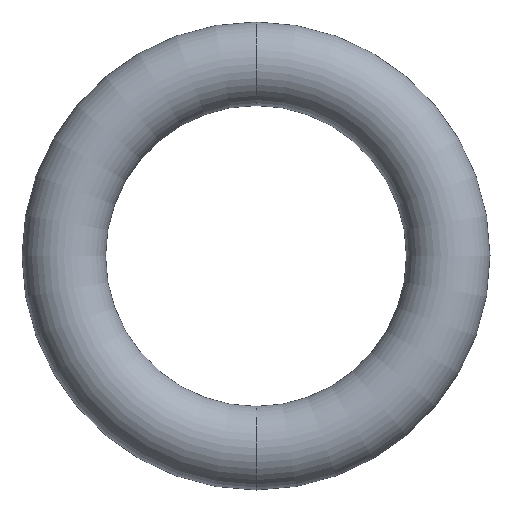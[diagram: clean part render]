
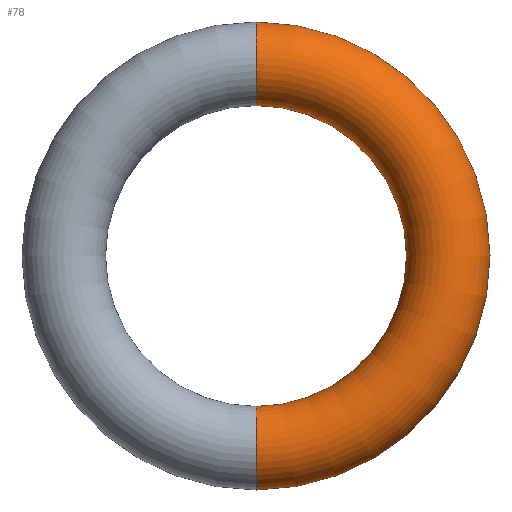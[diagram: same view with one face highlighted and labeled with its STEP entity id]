
A CAD part, front view. The second image highlights one B-rep face of the part: STEP entity #78.
In plain terms, the highlighted toroidal (fillet/blend) face has major radius 11.5 mm and minor radius 2.5 mm.
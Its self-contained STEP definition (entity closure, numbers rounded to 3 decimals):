
#1 = DIRECTION ( 'NONE',  ( 1., 0., 0. ) ) ;
#6 = ORIENTED_EDGE ( 'NONE', *, *, #12, .T. ) ;
#12 = EDGE_CURVE ( 'NONE', #163, #100, #49, .T. ) ;
#13 = DIRECTION ( 'NONE',  ( 0., 0., 1. ) ) ;
#18 = CARTESIAN_POINT ( 'NONE',  ( 0., 0., 0. ) ) ;
#19 = CARTESIAN_POINT ( 'NONE',  ( 0., 0., 11.5 ) ) ;
#21 = AXIS2_PLACEMENT_3D ( 'NONE', #19, #154, #206 ) ;
#23 = AXIS2_PLACEMENT_3D ( 'NONE', #18, #52, #174 ) ;
#24 = FACE_OUTER_BOUND ( 'NONE', #114, .T. ) ;
#29 = EDGE_CURVE ( 'NONE', #110, #213, #182, .T. ) ;
#44 = EDGE_CURVE ( 'NONE', #163, #110, #75, .T. ) ;
#48 = EDGE_CURVE ( 'NONE', #100, #213, #60, .T. ) ;
#49 = CIRCLE ( 'NONE', #23, 9. ) ;
#52 = DIRECTION ( 'NONE',  ( 0., 1., 0. ) ) ;
#55 = DIRECTION ( 'NONE',  ( 0., 1., 0. ) ) ;
#60 = CIRCLE ( 'NONE', #115, 2.5 ) ;
#61 = ORIENTED_EDGE ( 'NONE', *, *, #29, .F. ) ;
#72 = CARTESIAN_POINT ( 'NONE',  ( 0., 0., -14. ) ) ;
#75 = CIRCLE ( 'NONE', #21, 2.5 ) ;
#78 = ADVANCED_FACE ( 'NONE', ( #24 ), #106, .T. ) ;
#86 = CARTESIAN_POINT ( 'NONE',  ( 0., 0., 0. ) ) ;
#88 = CARTESIAN_POINT ( 'NONE',  ( 0., 0., 14. ) ) ;
#100 = VERTEX_POINT ( 'NONE', #134 ) ;
#106 = TOROIDAL_SURFACE ( 'NONE', #212, 11.5, 2.5 ) ;
#110 = VERTEX_POINT ( 'NONE', #88 ) ;
#111 = DIRECTION ( 'NONE',  ( 0., 0., 1. ) ) ;
#114 = EDGE_LOOP ( 'NONE', ( #61, #122, #6, #184 ) ) ;
#115 = AXIS2_PLACEMENT_3D ( 'NONE', #142, #1, #146 ) ;
#117 = DIRECTION ( 'NONE',  ( 0., 1., 0. ) ) ;
#122 = ORIENTED_EDGE ( 'NONE', *, *, #44, .F. ) ;
#125 = CARTESIAN_POINT ( 'NONE',  ( 0., 0., 9. ) ) ;
#134 = CARTESIAN_POINT ( 'NONE',  ( 0., 0., -9. ) ) ;
#142 = CARTESIAN_POINT ( 'NONE',  ( 0., 0., -11.5 ) ) ;
#146 = DIRECTION ( 'NONE',  ( 0., 0., -1. ) ) ;
#154 = DIRECTION ( 'NONE',  ( -1., 0., 0. ) ) ;
#163 = VERTEX_POINT ( 'NONE', #125 ) ;
#174 = DIRECTION ( 'NONE',  ( 0., 0., 1. ) ) ;
#178 = CARTESIAN_POINT ( 'NONE',  ( 0., 0., 0. ) ) ;
#182 = CIRCLE ( 'NONE', #198, 14. ) ;
#184 = ORIENTED_EDGE ( 'NONE', *, *, #48, .T. ) ;
#198 = AXIS2_PLACEMENT_3D ( 'NONE', #86, #55, #13 ) ;
#206 = DIRECTION ( 'NONE',  ( 0., 0., 1. ) ) ;
#212 = AXIS2_PLACEMENT_3D ( 'NONE', #178, #117, #111 ) ;
#213 = VERTEX_POINT ( 'NONE', #72 ) ;
